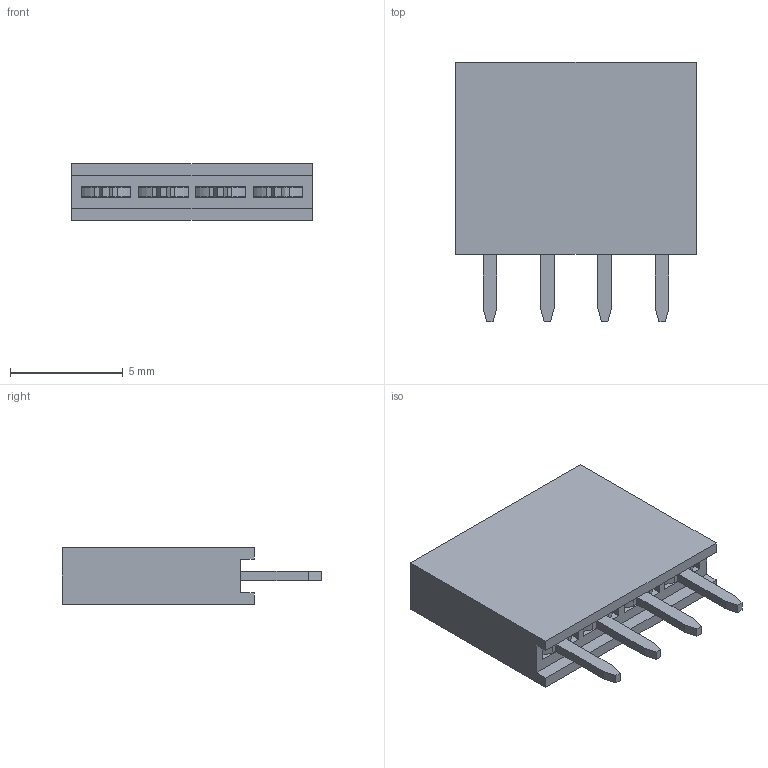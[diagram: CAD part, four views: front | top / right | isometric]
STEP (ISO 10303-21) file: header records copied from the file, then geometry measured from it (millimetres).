
FILE_DESCRIPTION (( 'STEP AP214' ), '1' );
FILE_NAME ('CF10BA55-B066-46DD-A6A0-E17BCE24CE87.STEP', '2023-07-19T22:05:24', ( '' ), ( '' ), 'SwSTEP 2.0', 'SolidWorks 2022', '' );
FILE_SCHEMA (( 'AUTOMOTIVE_DESIGN' ));
Length unit declared in the file: millimetre
Products named in the file (1): CF10BA55-B066-46DD-A6A0-E17BCE24CE87
Bounding box: 10.66 x 11.5 x 2.5 mm (x, y, z)
Volume: 191.4 mm3; surface area: 598.8 mm2
Topology: 5 solids, 5 shells, 166 faces, 452 edges, 296 vertices
Faces by surface type: plane 126, cylinder 40
Entity records: 6088 total; most frequent: CARTESIAN_POINT 915, ORIENTED_EDGE 904, DIRECTION 866, EDGE_CURVE 452, VECTOR 372, LINE 372, VERTEX_POINT 296, AXIS2_PLACEMENT_3D 247
